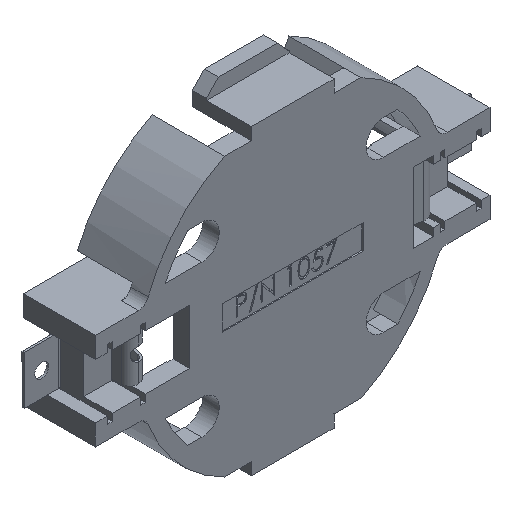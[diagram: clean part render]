
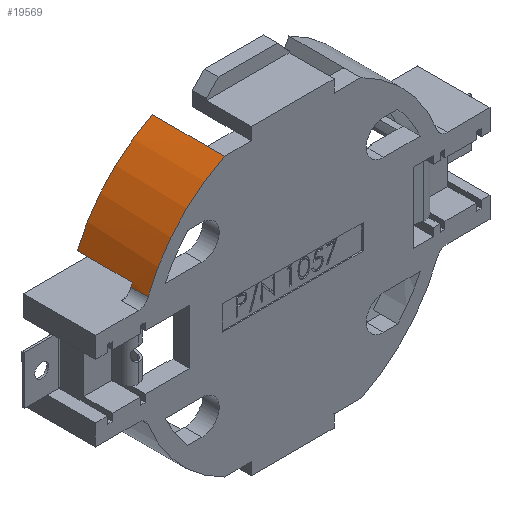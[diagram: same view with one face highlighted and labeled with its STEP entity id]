
A CAD part, isometric view. The second image highlights one B-rep face of the part: STEP entity #19569.
In plain terms, the highlighted cylindrical face has radius 11.176 mm (diameter 22.352 mm), a partial arc.
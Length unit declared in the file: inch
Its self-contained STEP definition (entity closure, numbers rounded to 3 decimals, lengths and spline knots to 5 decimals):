
#49 = CIRCLE ( 'NONE', #14008, 0.44 ) ;
#795 = FACE_OUTER_BOUND ( 'NONE', #10325, .T. ) ;
#1559 = CARTESIAN_POINT ( 'NONE',  ( -0.18586, -0.10824, 0.39639 ) ) ;
#1576 = DIRECTION ( 'NONE',  ( 0., 0., -1. ) ) ;
#1586 = VERTEX_POINT ( 'NONE', #5254 ) ;
#2631 = VERTEX_POINT ( 'NONE', #30033 ) ;
#2977 = AXIS2_PLACEMENT_3D ( 'NONE', #24621, #10733, #26933 ) ;
#4064 = CYLINDRICAL_SURFACE ( 'NONE', #22647, 0.44 ) ;
#5177 = CARTESIAN_POINT ( 'NONE',  ( -0.18586, 0.09676, 0.39639 ) ) ;
#5254 = CARTESIAN_POINT ( 'NONE',  ( -0.40313, -0.10824, 0.1582 ) ) ;
#5631 = VERTEX_POINT ( 'NONE', #27171 ) ;
#6098 = CIRCLE ( 'NONE', #2977, 0.44 ) ;
#6430 = ORIENTED_EDGE ( 'NONE', *, *, #27777, .T. ) ;
#7392 = VERTEX_POINT ( 'NONE', #1559 ) ;
#7416 = DIRECTION ( 'NONE',  ( 0., -1., 0. ) ) ;
#7662 = AXIS2_PLACEMENT_3D ( 'NONE', #29346, #15457, #1576 ) ;
#8516 = DIRECTION ( 'NONE',  ( 0., 1., 0. ) ) ;
#8830 = VERTEX_POINT ( 'NONE', #5177 ) ;
#10325 = EDGE_LOOP ( 'NONE', ( #6430, #12404, #10983, #23769, #28776, #26025, #12973 ) ) ;
#10733 = DIRECTION ( 'NONE',  ( 0., -1., 0. ) ) ;
#10983 = ORIENTED_EDGE ( 'NONE', *, *, #20014, .T. ) ;
#11694 = EDGE_CURVE ( 'NONE', #7392, #18368, #21701, .T. ) ;
#12387 = DIRECTION ( 'NONE',  ( 0., -1., 0. ) ) ;
#12404 = ORIENTED_EDGE ( 'NONE', *, *, #22176, .T. ) ;
#12682 = CARTESIAN_POINT ( 'NONE',  ( -0.40313, 0.09676, 0.1582 ) ) ;
#12973 = ORIENTED_EDGE ( 'NONE', *, *, #11694, .T. ) ;
#13177 = DIRECTION ( 'NONE',  ( 0., -1., 0. ) ) ;
#13700 = VECTOR ( 'NONE', #19637, 39.37008 ) ;
#14008 = AXIS2_PLACEMENT_3D ( 'NONE', #27052, #13177, #29365 ) ;
#14441 = LINE ( 'NONE', #12682, #13700 ) ;
#14696 = CARTESIAN_POINT ( 'NONE',  ( 0.00798, 0.09676, 0.00139 ) ) ;
#15457 = DIRECTION ( 'NONE',  ( 0., 1., 0. ) ) ;
#15461 = VECTOR ( 'NONE', #17827, 39.37008 ) ;
#15495 = CARTESIAN_POINT ( 'NONE',  ( -0.18586, 0.09676, 0.39639 ) ) ;
#17827 = DIRECTION ( 'NONE',  ( 0., 1., 0. ) ) ;
#17910 = EDGE_CURVE ( 'NONE', #25721, #5631, #6098, .T. ) ;
#18031 = EDGE_CURVE ( 'NONE', #1586, #7392, #29253, .T. ) ;
#18368 = VERTEX_POINT ( 'NONE', #19099 ) ;
#18911 = CARTESIAN_POINT ( 'NONE',  ( -0.3993, 0.09676, 0.16789 ) ) ;
#19099 = CARTESIAN_POINT ( 'NONE',  ( -0.18586, -0.05924, 0.39639 ) ) ;
#19569 = ADVANCED_FACE ( 'NONE', ( #795 ), #4064, .T. ) ;
#19637 = DIRECTION ( 'NONE',  ( 0., -1., 0. ) ) ;
#19846 = VECTOR ( 'NONE', #7416, 39.37008 ) ;
#20014 = EDGE_CURVE ( 'NONE', #2631, #25721, #20588, .T. ) ;
#20588 = LINE ( 'NONE', #18911, #19846 ) ;
#21701 = LINE ( 'NONE', #15495, #15461 ) ;
#22176 = EDGE_CURVE ( 'NONE', #8830, #2631, #49, .T. ) ;
#22647 = AXIS2_PLACEMENT_3D ( 'NONE', #14696, #12387, #24046 ) ;
#22930 = CARTESIAN_POINT ( 'NONE',  ( -0.3993, -0.05924, 0.16789 ) ) ;
#23284 = VECTOR ( 'NONE', #8516, 39.37008 ) ;
#23579 = EDGE_CURVE ( 'NONE', #5631, #1586, #14441, .T. ) ;
#23769 = ORIENTED_EDGE ( 'NONE', *, *, #17910, .T. ) ;
#24016 = LINE ( 'NONE', #27038, #23284 ) ;
#24046 = DIRECTION ( 'NONE',  ( 0., 0., -1. ) ) ;
#24621 = CARTESIAN_POINT ( 'NONE',  ( 0.00798, -0.05924, 0.00139 ) ) ;
#25721 = VERTEX_POINT ( 'NONE', #22930 ) ;
#26025 = ORIENTED_EDGE ( 'NONE', *, *, #18031, .T. ) ;
#26933 = DIRECTION ( 'NONE',  ( 0., 0., -1. ) ) ;
#27038 = CARTESIAN_POINT ( 'NONE',  ( -0.18586, 0.09676, 0.39639 ) ) ;
#27052 = CARTESIAN_POINT ( 'NONE',  ( 0.00798, 0.09676, 0.00139 ) ) ;
#27171 = CARTESIAN_POINT ( 'NONE',  ( -0.40313, -0.05924, 0.1582 ) ) ;
#27777 = EDGE_CURVE ( 'NONE', #18368, #8830, #24016, .T. ) ;
#28776 = ORIENTED_EDGE ( 'NONE', *, *, #23579, .T. ) ;
#29253 = CIRCLE ( 'NONE', #7662, 0.44 ) ;
#29346 = CARTESIAN_POINT ( 'NONE',  ( 0.00798, -0.10824, 0.00139 ) ) ;
#29365 = DIRECTION ( 'NONE',  ( 0., 0., -1. ) ) ;
#30033 = CARTESIAN_POINT ( 'NONE',  ( -0.3993, 0.09676, 0.16789 ) ) ;
